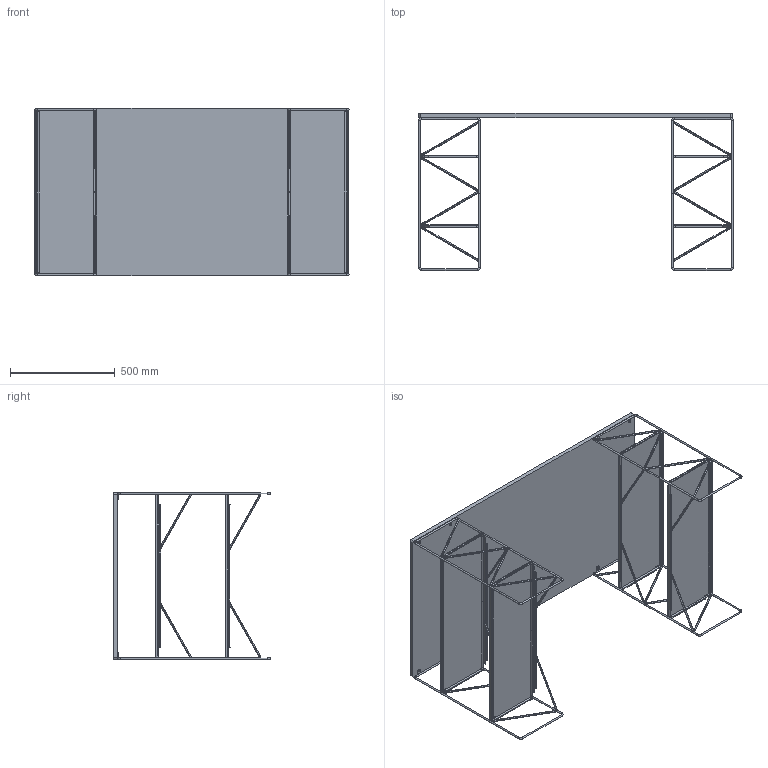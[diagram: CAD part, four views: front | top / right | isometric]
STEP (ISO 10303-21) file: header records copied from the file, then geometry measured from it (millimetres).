
FILE_DESCRIPTION (( 'STEP AP214' ), '1' );
FILE_NAME ('1220.STEP', '2024-04-15T06:15:02', ( '' ), ( '' ), 'SwSTEP 2.0', 'SolidWorks 2023', '' );
FILE_SCHEMA (( 'AUTOMOTIVE_DESIGN' ));
Length unit declared in the file: millimetre
Products named in the file (11): Deska_pro_perokresbu; 08219931; 08122011; 08121014; 08121041-B; 1220; 08121011; Vrut_4,8 x 9,5 - CH_ST4,8x9,5-C-H; Zrcadlení08121014; 08121015; 08122000
Assembly tree (31 placements, depth 3):
  1220
    08122000  x2
      08122011
      08121014
      08219931
      Zrcadlení08121014
      08121011
      08121015
    Deska_pro_perokresbu
    08121041-B  x4
    Vrut_4,8 x 9,5 - CH_ST4,8x9,5-C-H  x8
Bounding box: 1504 x 750 x 803 mm (x, y, z)
Volume: 26325772.4 mm3; surface area: 5331900.3 mm2
Topology: 45 solids, 45 shells, 1062 faces, 2484 edges, 1520 vertices
Faces by surface type: plane 610, cylinder 292, torus 64, cone 48, bspline 40, sphere 8
Full cylindrical faces by diameter (mm): 5.3 x8, 6.5 x8, 8 x40, 9.5 x8
Entity records: 7296 total; most frequent: CARTESIAN_POINT 1944, DIRECTION 1082, ORIENTED_EDGE 968, EDGE_CURVE 484, AXIS2_PLACEMENT_3D 401, VERTEX_POINT 305, LINE 280, VECTOR 280
